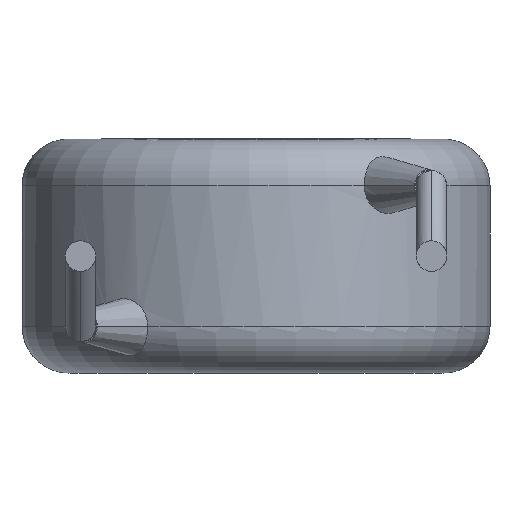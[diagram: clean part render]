
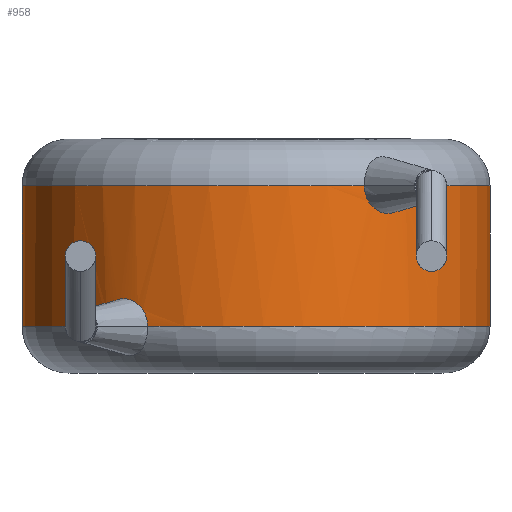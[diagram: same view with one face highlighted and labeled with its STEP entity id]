
A CAD part, front view. The second image highlights one B-rep face of the part: STEP entity #958.
In plain terms, the highlighted cylindrical face has radius 5 mm (diameter 10 mm), a partial arc.
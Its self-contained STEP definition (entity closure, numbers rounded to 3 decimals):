
#67 = EDGE_CURVE ( 'NONE', #2418, #1259, #2963, .T. ) ;
#79 = ORIENTED_EDGE ( 'NONE', *, *, #2157, .T. ) ;
#105 = CARTESIAN_POINT ( 'NONE',  ( -3.248, -3.803, 1.308 ) ) ;
#109 = ORIENTED_EDGE ( 'NONE', *, *, #613, .T. ) ;
#126 = CARTESIAN_POINT ( 'NONE',  ( 0., 0., 4. ) ) ;
#202 = DIRECTION ( 'NONE',  ( 1., 0., 0. ) ) ;
#206 = CARTESIAN_POINT ( 'NONE',  ( 3.248, -3.803, 3.692 ) ) ;
#212 = ORIENTED_EDGE ( 'NONE', *, *, #1917, .F. ) ;
#227 = B_SPLINE_CURVE_WITH_KNOTS ( 'NONE', 3,
 ( #3145, #2777, #1840, #3127, #1183, #2794, #3466, #206, #837, #1504 ),
 .UNSPECIFIED., .F., .F.,
 ( 4, 2, 2, 2, 4 ),
 ( 0., 0., 0.001, 0.001, 0.002 ),
 .UNSPECIFIED. ) ;
#334 = CARTESIAN_POINT ( 'NONE',  ( -5., 0., 1. ) ) ;
#452 = VERTEX_POINT ( 'NONE', #992 ) ;
#475 = LINE ( 'NONE', #2449, #2610 ) ;
#562 = VECTOR ( 'NONE', #3419, 1000. ) ;
#613 = EDGE_CURVE ( 'NONE', #3653, #1938, #872, .T. ) ;
#712 = DIRECTION ( 'NONE',  ( -1., 0., 0. ) ) ;
#755 = CARTESIAN_POINT ( 'NONE',  ( 5., 0., 4. ) ) ;
#795 = CYLINDRICAL_SURFACE ( 'NONE', #1876, 5. ) ;
#799 = DIRECTION ( 'NONE',  ( 0., 0., 1. ) ) ;
#837 = CARTESIAN_POINT ( 'NONE',  ( 3.296, -3.76, 3.843 ) ) ;
#872 = CIRCLE ( 'NONE', #2197, 5. ) ;
#958 = ADVANCED_FACE ( 'NONE', ( #2972 ), #795, .T. ) ;
#992 = CARTESIAN_POINT ( 'NONE',  ( 5., 0., 1. ) ) ;
#1043 = AXIS2_PLACEMENT_3D ( 'NONE', #2814, #3154, #202 ) ;
#1056 = CARTESIAN_POINT ( 'NONE',  ( 2.314, -4.432, 4. ) ) ;
#1087 = CARTESIAN_POINT ( 'NONE',  ( -2.697, -4.213, 1.59 ) ) ;
#1132 = DIRECTION ( 'NONE',  ( 1., 0., 0. ) ) ;
#1183 = CARTESIAN_POINT ( 'NONE',  ( 2.697, -4.213, 3.41 ) ) ;
#1184 = DIRECTION ( 'NONE',  ( 0., 0., -1. ) ) ;
#1259 = VERTEX_POINT ( 'NONE', #334 ) ;
#1364 = DIRECTION ( 'NONE',  ( 1., 0., 0. ) ) ;
#1370 = CIRCLE ( 'NONE', #2691, 5. ) ;
#1420 = VERTEX_POINT ( 'NONE', #3484 ) ;
#1504 = CARTESIAN_POINT ( 'NONE',  ( 3.296, -3.76, 4. ) ) ;
#1608 = ORIENTED_EDGE ( 'NONE', *, *, #3909, .T. ) ;
#1707 = EDGE_CURVE ( 'NONE', #1420, #2917, #4089, .T. ) ;
#1796 = CARTESIAN_POINT ( 'NONE',  ( 3.296, -3.76, 4. ) ) ;
#1840 = CARTESIAN_POINT ( 'NONE',  ( 2.373, -4.403, 3.69 ) ) ;
#1876 = AXIS2_PLACEMENT_3D ( 'NONE', #1986, #3992, #712 ) ;
#1905 = CARTESIAN_POINT ( 'NONE',  ( -3.296, -3.76, 1. ) ) ;
#1917 = EDGE_CURVE ( 'NONE', #3719, #1938, #227, .T. ) ;
#1938 = VERTEX_POINT ( 'NONE', #1796 ) ;
#1986 = CARTESIAN_POINT ( 'NONE',  ( 0., 0., 5. ) ) ;
#1990 = ORIENTED_EDGE ( 'NONE', *, *, #2490, .F. ) ;
#2044 = AXIS2_PLACEMENT_3D ( 'NONE', #2126, #799, #2787 ) ;
#2062 = ORIENTED_EDGE ( 'NONE', *, *, #3405, .T. ) ;
#2093 = CARTESIAN_POINT ( 'NONE',  ( -5., 0., 5. ) ) ;
#2126 = CARTESIAN_POINT ( 'NONE',  ( 0., 0., 1. ) ) ;
#2131 = DIRECTION ( 'NONE',  ( 0., 0., -1. ) ) ;
#2157 = EDGE_CURVE ( 'NONE', #3719, #2418, #1370, .T. ) ;
#2160 = CARTESIAN_POINT ( 'NONE',  ( 0., 0., 4. ) ) ;
#2197 = AXIS2_PLACEMENT_3D ( 'NONE', #2160, #1184, #1364 ) ;
#2363 = CARTESIAN_POINT ( 'NONE',  ( -2.952, -4.038, 1.59 ) ) ;
#2398 = EDGE_LOOP ( 'NONE', ( #1990, #109, #212, #79, #2502, #1608, #4201, #2062 ) ) ;
#2404 = CARTESIAN_POINT ( 'NONE',  ( -2.373, -4.403, 1.31 ) ) ;
#2418 = VERTEX_POINT ( 'NONE', #4073 ) ;
#2449 = CARTESIAN_POINT ( 'NONE',  ( 5., 0., 5. ) ) ;
#2490 = EDGE_CURVE ( 'NONE', #3653, #452, #475, .T. ) ;
#2502 = ORIENTED_EDGE ( 'NONE', *, *, #67, .T. ) ;
#2610 = VECTOR ( 'NONE', #3452, 1000. ) ;
#2691 = AXIS2_PLACEMENT_3D ( 'NONE', #126, #2131, #1132 ) ;
#2743 = CARTESIAN_POINT ( 'NONE',  ( -3.075, -3.944, 1.528 ) ) ;
#2777 = CARTESIAN_POINT ( 'NONE',  ( 2.314, -4.432, 3.843 ) ) ;
#2787 = DIRECTION ( 'NONE',  ( 1., 0., 0. ) ) ;
#2794 = CARTESIAN_POINT ( 'NONE',  ( 2.952, -4.038, 3.41 ) ) ;
#2814 = CARTESIAN_POINT ( 'NONE',  ( 0., 0., 1. ) ) ;
#2917 = VERTEX_POINT ( 'NONE', #1905 ) ;
#2963 = LINE ( 'NONE', #2093, #562 ) ;
#2972 = FACE_OUTER_BOUND ( 'NONE', #2398, .T. ) ;
#2982 = CARTESIAN_POINT ( 'NONE',  ( -2.314, -4.432, 1. ) ) ;
#3052 = CARTESIAN_POINT ( 'NONE',  ( -2.565, -4.294, 1.526 ) ) ;
#3062 = CARTESIAN_POINT ( 'NONE',  ( -3.296, -3.76, 1.157 ) ) ;
#3127 = CARTESIAN_POINT ( 'NONE',  ( 2.565, -4.294, 3.474 ) ) ;
#3145 = CARTESIAN_POINT ( 'NONE',  ( 2.314, -4.432, 4. ) ) ;
#3154 = DIRECTION ( 'NONE',  ( 0., 0., 1. ) ) ;
#3320 = CARTESIAN_POINT ( 'NONE',  ( -2.314, -4.432, 1.157 ) ) ;
#3327 = CIRCLE ( 'NONE', #1043, 5. ) ;
#3377 = CARTESIAN_POINT ( 'NONE',  ( -3.296, -3.76, 1. ) ) ;
#3405 = EDGE_CURVE ( 'NONE', #1420, #452, #3327, .T. ) ;
#3419 = DIRECTION ( 'NONE',  ( 0., 0., -1. ) ) ;
#3452 = DIRECTION ( 'NONE',  ( 0., 0., -1. ) ) ;
#3466 = CARTESIAN_POINT ( 'NONE',  ( 3.075, -3.944, 3.472 ) ) ;
#3484 = CARTESIAN_POINT ( 'NONE',  ( -2.314, -4.432, 1. ) ) ;
#3653 = VERTEX_POINT ( 'NONE', #755 ) ;
#3719 = VERTEX_POINT ( 'NONE', #1056 ) ;
#3909 = EDGE_CURVE ( 'NONE', #1259, #2917, #4055, .T. ) ;
#3992 = DIRECTION ( 'NONE',  ( 0., 0., -1. ) ) ;
#4055 = CIRCLE ( 'NONE', #2044, 5. ) ;
#4073 = CARTESIAN_POINT ( 'NONE',  ( -5., 0., 4. ) ) ;
#4089 = B_SPLINE_CURVE_WITH_KNOTS ( 'NONE', 3,
 ( #2982, #3320, #2404, #3052, #1087, #2363, #2743, #105, #3062, #3377 ),
 .UNSPECIFIED., .F., .F.,
 ( 4, 2, 2, 2, 4 ),
 ( 0., 0., 0.001, 0.001, 0.002 ),
 .UNSPECIFIED. ) ;
#4201 = ORIENTED_EDGE ( 'NONE', *, *, #1707, .F. ) ;
